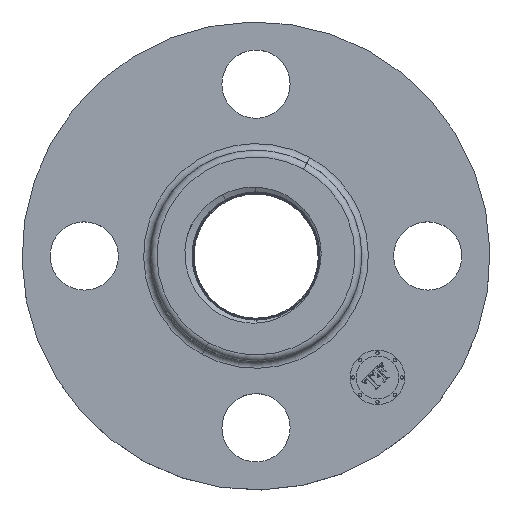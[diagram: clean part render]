
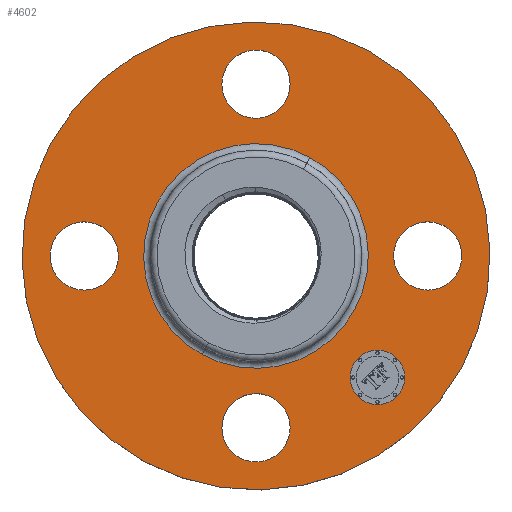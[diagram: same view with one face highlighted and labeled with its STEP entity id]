
A CAD part, top view. The second image highlights one B-rep face of the part: STEP entity #4602.
In plain terms, the highlighted planar face has unit normal (0, 0, 1).
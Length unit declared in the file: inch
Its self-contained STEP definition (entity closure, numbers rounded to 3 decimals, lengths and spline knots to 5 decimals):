
#325=AXIS2_PLACEMENT_3D('Circle Axis2P3D',#323,#324,$) ;
#342=AXIS2_PLACEMENT_3D('Circle Axis2P3D',#340,#341,$) ;
#382=AXIS2_PLACEMENT_3D('Circle Axis2P3D',#380,#381,$) ;
#399=AXIS2_PLACEMENT_3D('Circle Axis2P3D',#397,#398,$) ;
#439=AXIS2_PLACEMENT_3D('Circle Axis2P3D',#437,#438,$) ;
#456=AXIS2_PLACEMENT_3D('Circle Axis2P3D',#454,#455,$) ;
#660=AXIS2_PLACEMENT_3D('Circle Axis2P3D',#658,#659,$) ;
#686=AXIS2_PLACEMENT_3D('Circle Axis2P3D',#684,#685,$) ;
#710=AXIS2_PLACEMENT_3D('Circle Axis2P3D',#708,#709,$) ;
#729=AXIS2_PLACEMENT_3D('Circle Axis2P3D',#727,#728,$) ;
#760=AXIS2_PLACEMENT_3D('Circle Axis2P3D',#758,#759,$) ;
#772=AXIS2_PLACEMENT_3D('Circle Axis2P3D',#770,#771,$) ;
#4558=AXIS2_PLACEMENT_3D('Plane Axis2P3D',#4555,#4556,#4557) ;
#4586=AXIS2_PLACEMENT_3D('Circle Axis2P3D',#4584,#4585,$) ;
#4595=AXIS2_PLACEMENT_3D('Circle Axis2P3D',#4593,#4594,$) ;
#306=CARTESIAN_POINT('Vertex',(-0.14862,-1.83205,0.5)) ;
#320=CARTESIAN_POINT('Vertex',(0.14862,-1.28795,0.5)) ;
#323=CARTESIAN_POINT('Axis2P3D Location',(0.,-1.56,0.5)) ;
#340=CARTESIAN_POINT('Axis2P3D Location',(0.,-1.56,0.5)) ;
#363=CARTESIAN_POINT('Vertex',(-1.83205,0.14862,0.5)) ;
#377=CARTESIAN_POINT('Vertex',(-1.28795,-0.14862,0.5)) ;
#380=CARTESIAN_POINT('Axis2P3D Location',(-1.56,0.,0.5)) ;
#397=CARTESIAN_POINT('Axis2P3D Location',(-1.56,0.,0.5)) ;
#420=CARTESIAN_POINT('Vertex',(0.14862,1.83205,0.5)) ;
#434=CARTESIAN_POINT('Vertex',(-0.14862,1.28795,0.5)) ;
#437=CARTESIAN_POINT('Axis2P3D Location',(0.,1.56,0.5)) ;
#454=CARTESIAN_POINT('Axis2P3D Location',(0.,1.56,0.5)) ;
#658=CARTESIAN_POINT('Axis2P3D Location',(0.,0.,0.5)) ;
#662=CARTESIAN_POINT('Vertex',(-0.48918,-0.89544,0.5)) ;
#664=CARTESIAN_POINT('Vertex',(0.48918,0.89544,0.5)) ;
#684=CARTESIAN_POINT('Axis2P3D Location',(0.,0.,0.5)) ;
#705=CARTESIAN_POINT('Vertex',(1.01878,1.86486,0.5)) ;
#708=CARTESIAN_POINT('Axis2P3D Location',(0.,0.,0.5)) ;
#712=CARTESIAN_POINT('Vertex',(-1.01878,-1.86486,0.5)) ;
#727=CARTESIAN_POINT('Axis2P3D Location',(0.,0.,0.5)) ;
#748=CARTESIAN_POINT('Vertex',(1.83205,-0.14862,0.5)) ;
#755=CARTESIAN_POINT('Vertex',(1.28795,0.14862,0.5)) ;
#758=CARTESIAN_POINT('Axis2P3D Location',(1.56,0.,0.5)) ;
#770=CARTESIAN_POINT('Axis2P3D Location',(1.56,0.,0.5)) ;
#4555=CARTESIAN_POINT('Axis2P3D Location',(0.,2.125,0.5)) ;
#4584=CARTESIAN_POINT('Axis2P3D Location',(1.10309,-1.10309,0.5)) ;
#4588=CARTESIAN_POINT('Vertex',(1.2781,-0.92808,0.5)) ;
#4590=CARTESIAN_POINT('Vertex',(0.92808,-1.2781,0.5)) ;
#4593=CARTESIAN_POINT('Axis2P3D Location',(1.10309,-1.10309,0.5)) ;
#324=DIRECTION('Axis2P3D Direction',(0.,-0.,-0.039)) ;
#341=DIRECTION('Axis2P3D Direction',(0.,-0.,-0.039)) ;
#381=DIRECTION('Axis2P3D Direction',(-0.,0.,-0.039)) ;
#398=DIRECTION('Axis2P3D Direction',(-0.,0.,-0.039)) ;
#438=DIRECTION('Axis2P3D Direction',(0.,0.,-0.039)) ;
#455=DIRECTION('Axis2P3D Direction',(0.,0.,-0.039)) ;
#659=DIRECTION('Axis2P3D Direction',(0.,0.,-0.039)) ;
#685=DIRECTION('Axis2P3D Direction',(0.,0.,-0.039)) ;
#709=DIRECTION('Axis2P3D Direction',(0.,0.,-0.039)) ;
#728=DIRECTION('Axis2P3D Direction',(0.,0.,-0.039)) ;
#759=DIRECTION('Axis2P3D Direction',(0.,-0.,-0.039)) ;
#771=DIRECTION('Axis2P3D Direction',(0.,-0.,-0.039)) ;
#4556=DIRECTION('Axis2P3D Direction',(0.,0.,-0.039)) ;
#4557=DIRECTION('Axis2P3D XDirection',(0.039,0.,0.)) ;
#4585=DIRECTION('Axis2P3D Direction',(0.,0.,-0.039)) ;
#4594=DIRECTION('Axis2P3D Direction',(0.,0.,-0.039)) ;
#4561=ORIENTED_EDGE('',*,*,#714,.F.) ;
#4562=ORIENTED_EDGE('',*,*,#731,.F.) ;
#4565=ORIENTED_EDGE('',*,*,#774,.T.) ;
#4566=ORIENTED_EDGE('',*,*,#762,.T.) ;
#4569=ORIENTED_EDGE('',*,*,#666,.T.) ;
#4570=ORIENTED_EDGE('',*,*,#688,.T.) ;
#4573=ORIENTED_EDGE('',*,*,#327,.T.) ;
#4574=ORIENTED_EDGE('',*,*,#344,.T.) ;
#4577=ORIENTED_EDGE('',*,*,#384,.T.) ;
#4578=ORIENTED_EDGE('',*,*,#401,.T.) ;
#4581=ORIENTED_EDGE('',*,*,#441,.T.) ;
#4582=ORIENTED_EDGE('',*,*,#458,.T.) ;
#4599=ORIENTED_EDGE('',*,*,#4592,.T.) ;
#4600=ORIENTED_EDGE('',*,*,#4597,.T.) ;
#4567=FACE_BOUND('',#4564,.T.) ;
#4571=FACE_BOUND('',#4568,.T.) ;
#4575=FACE_BOUND('',#4572,.T.) ;
#4579=FACE_BOUND('',#4576,.T.) ;
#4583=FACE_BOUND('',#4580,.T.) ;
#4601=FACE_BOUND('',#4598,.T.) ;
#4602=ADVANCED_FACE('PartBody',(#4563,#4567,#4571,#4575,#4579,#4583,#4601),#4559,.F.) ;
#326=CIRCLE('generated circle',#325,0.31) ;
#343=CIRCLE('generated circle',#342,0.31) ;
#383=CIRCLE('generated circle',#382,0.31) ;
#400=CIRCLE('generated circle',#399,0.31) ;
#440=CIRCLE('generated circle',#439,0.31) ;
#457=CIRCLE('generated circle',#456,0.31) ;
#661=CIRCLE('generated circle',#660,1.02035) ;
#687=CIRCLE('generated circle',#686,1.02035) ;
#711=CIRCLE('generated circle',#710,2.125) ;
#730=CIRCLE('generated circle',#729,2.125) ;
#761=CIRCLE('generated circle',#760,0.31) ;
#773=CIRCLE('generated circle',#772,0.31) ;
#4587=CIRCLE('generated circle',#4586,0.2475) ;
#4596=CIRCLE('generated circle',#4595,0.2475) ;
#327=EDGE_CURVE('',#307,#321,#326,.T.) ;
#344=EDGE_CURVE('',#321,#307,#343,.T.) ;
#384=EDGE_CURVE('',#364,#378,#383,.T.) ;
#401=EDGE_CURVE('',#378,#364,#400,.T.) ;
#441=EDGE_CURVE('',#421,#435,#440,.T.) ;
#458=EDGE_CURVE('',#435,#421,#457,.T.) ;
#666=EDGE_CURVE('',#663,#665,#661,.T.) ;
#688=EDGE_CURVE('',#665,#663,#687,.T.) ;
#714=EDGE_CURVE('',#706,#713,#711,.T.) ;
#731=EDGE_CURVE('',#713,#706,#730,.T.) ;
#762=EDGE_CURVE('',#749,#756,#761,.T.) ;
#774=EDGE_CURVE('',#756,#749,#773,.T.) ;
#4592=EDGE_CURVE('',#4589,#4591,#4587,.T.) ;
#4597=EDGE_CURVE('',#4591,#4589,#4596,.T.) ;
#4560=EDGE_LOOP('',(#4561,#4562)) ;
#4564=EDGE_LOOP('',(#4565,#4566)) ;
#4568=EDGE_LOOP('',(#4569,#4570)) ;
#4572=EDGE_LOOP('',(#4573,#4574)) ;
#4576=EDGE_LOOP('',(#4577,#4578)) ;
#4580=EDGE_LOOP('',(#4581,#4582)) ;
#4598=EDGE_LOOP('',(#4599,#4600)) ;
#4563=FACE_OUTER_BOUND('',#4560,.T.) ;
#4559=PLANE('',#4558) ;
#307=VERTEX_POINT('',#306) ;
#321=VERTEX_POINT('',#320) ;
#364=VERTEX_POINT('',#363) ;
#378=VERTEX_POINT('',#377) ;
#421=VERTEX_POINT('',#420) ;
#435=VERTEX_POINT('',#434) ;
#663=VERTEX_POINT('',#662) ;
#665=VERTEX_POINT('',#664) ;
#706=VERTEX_POINT('',#705) ;
#713=VERTEX_POINT('',#712) ;
#749=VERTEX_POINT('',#748) ;
#756=VERTEX_POINT('',#755) ;
#4589=VERTEX_POINT('',#4588) ;
#4591=VERTEX_POINT('',#4590) ;
